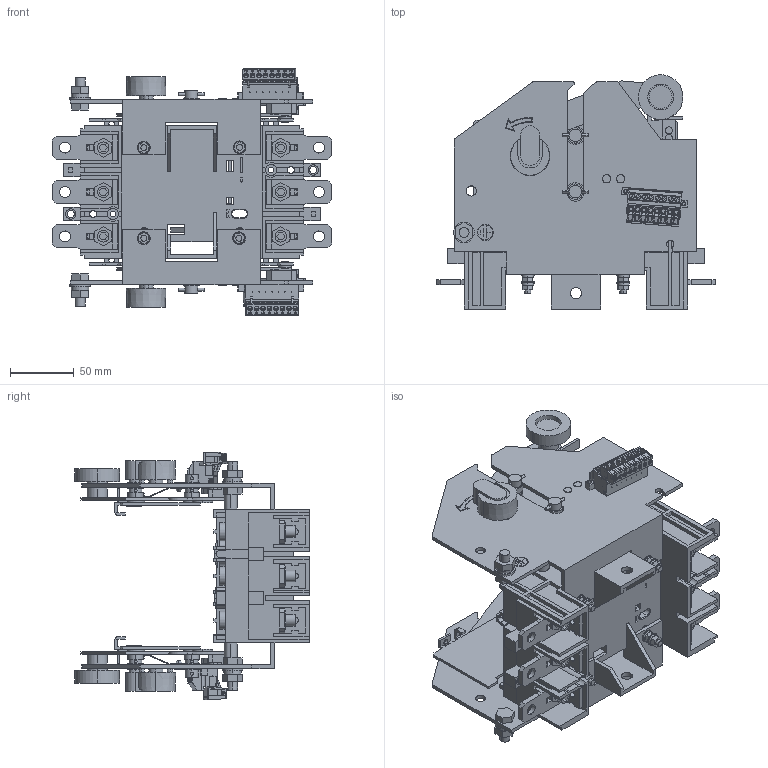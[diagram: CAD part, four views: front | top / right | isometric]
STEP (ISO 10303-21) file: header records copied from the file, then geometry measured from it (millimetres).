
FILE_DESCRIPTION (( 'STEP AP203' ), '1' );
FILE_NAME ('mccb99c-250-dod-3f.ÃÌ Ïàíåëü âûêàòíàÿ äëÿ ÂÀ-99C 100-250 ïåðåäíåãî ïðèñîåäèíåíèÿ EKF.STEP', '2025-01-22T05:04:24', ( '' ), ( '' ), 'SwSTEP 2.0', 'SolidWorks 2021', '' );
FILE_SCHEMA (( 'CONFIG_CONTROL_DESIGN' ));
Products named in the file (1): mccb99c-250-dod-3f.ÃÌ Ïàíåëü âûêàòíàÿ äëÿ ÂÀ-99C 100-250 ïåðåäíåãî ïðèñîåäèíåíèÿ EKF
Bounding box: 219 x 183.55 x 193.74 mm (x, y, z)
Volume: 728204.8 mm3; surface area: 440334.1 mm2
Topology: 81 solids, 83 shells, 7564 faces, 20136 edges, 13133 vertices
Faces by surface type: plane 5213, cylinder 2113, cone 114, torus 76, sphere 48
Entity records: 235472 total; most frequent: CARTESIAN_POINT 43674, ORIENTED_EDGE 40272, DIRECTION 39187, EDGE_CURVE 20136, VECTOR 15091, LINE 15091, VERTEX_POINT 13133, AXIS2_PLACEMENT_3D 12048
